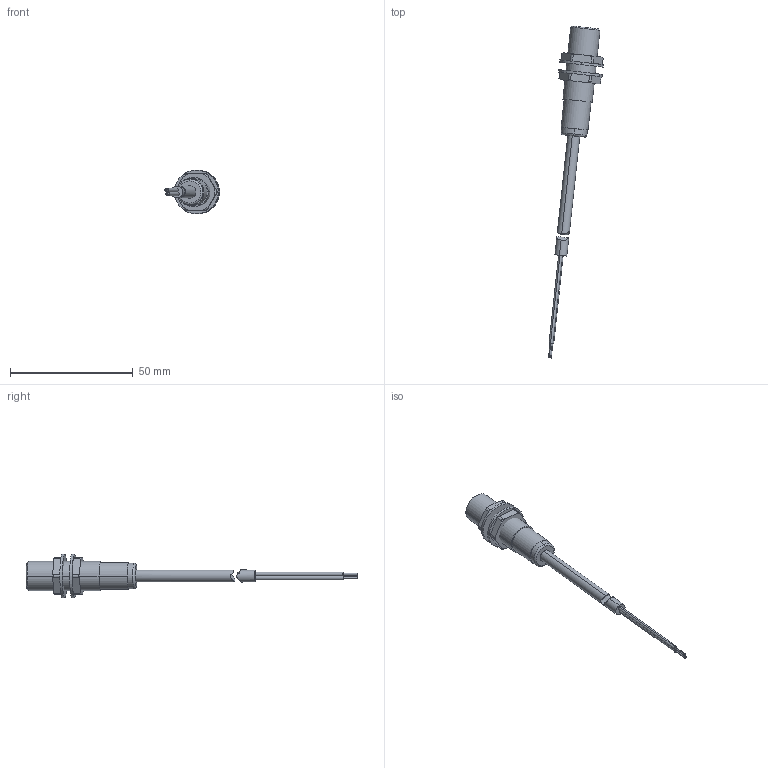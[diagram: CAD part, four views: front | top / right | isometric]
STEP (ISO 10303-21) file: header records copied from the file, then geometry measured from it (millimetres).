
FILE_DESCRIPTION (( 'STEP AP214' ), '1' );
FILE_NAME ('D12P.STEP', '2022-02-10T13:23:16', ( '' ), ( '' ), 'SwSTEP 2.0', 'SolidWorks 2021', '' );
FILE_SCHEMA (( 'AUTOMOTIVE_DESIGN' ));
Length unit declared in the file: millimetre
Products named in the file (5): 1STA 13 05 0000; D12P; Cavo 1PDA; 1VDA12090000; 1D12P1xxxxxx
Assembly tree (5 placements, depth 2):
  D12P
    1D12P1xxxxxx
    Cavo 1PDA
    1STA 13 05 0000
    1VDA12090000  x2
Bounding box: 22.47 x 135.37 x 17.9 mm (x, y, z)
Volume: 4280 mm3; surface area: 6663.9 mm2
Topology: 6 solids, 6 shells, 130 faces, 310 edges, 202 vertices
Faces by surface type: plane 68, cylinder 44, cone 14, bspline 2, torus 2
Entity records: 3479 total; most frequent: CARTESIAN_POINT 693, DIRECTION 526, ORIENTED_EDGE 472, EDGE_CURVE 236, AXIS2_PLACEMENT_3D 193, VERTEX_POINT 154, LINE 140, VECTOR 140
